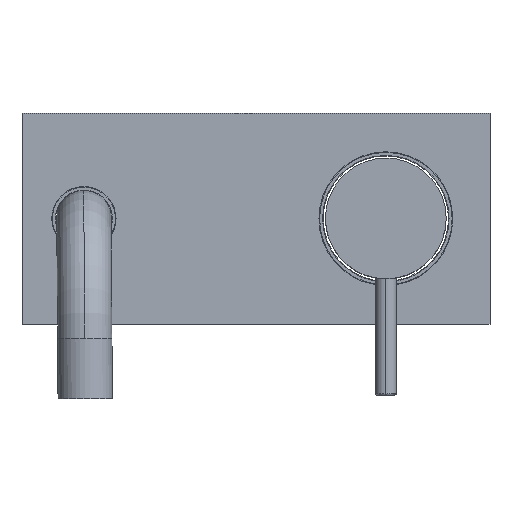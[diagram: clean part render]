
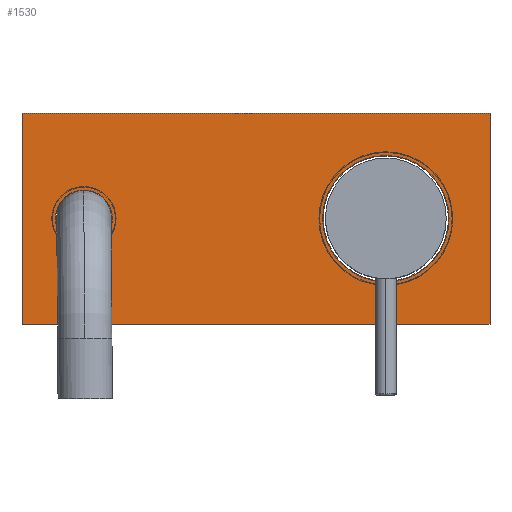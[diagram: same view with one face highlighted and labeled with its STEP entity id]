
A CAD part, top view. The second image highlights one B-rep face of the part: STEP entity #1530.
In plain terms, the highlighted face is planar.
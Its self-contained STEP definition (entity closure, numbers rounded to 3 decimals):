
#15 = CARTESIAN_POINT ( 'NONE',  ( 43., 1.5, 0. ) ) ;
#162 = CARTESIAN_POINT ( 'NONE',  ( 77.5, 1.5, 35. ) ) ;
#313 = ORIENTED_EDGE ( 'NONE', *, *, #10604, .F. ) ;
#778 = CARTESIAN_POINT ( 'NONE',  ( -57., 1.5, -9.25 ) ) ;
#792 = VERTEX_POINT ( 'NONE', #7922 ) ;
#1199 = CARTESIAN_POINT ( 'NONE',  ( 43., 1.5, 0. ) ) ;
#1222 = CIRCLE ( 'NONE', #7995, 20.75 ) ;
#1332 = EDGE_CURVE ( 'NONE', #5020, #5840, #10391, .T. ) ;
#1395 = VECTOR ( 'NONE', #10749, 1000. ) ;
#1530 = ADVANCED_FACE ( 'NONE', ( #7347, #11030, #2735 ), #6431, .T. ) ;
#1666 = VERTEX_POINT ( 'NONE', #2184 ) ;
#1826 = DIRECTION ( 'NONE',  ( 0., 1., 0. ) ) ;
#1983 = EDGE_CURVE ( 'NONE', #4550, #9707, #5167, .T. ) ;
#2082 = AXIS2_PLACEMENT_3D ( 'NONE', #2860, #6551, #10246 ) ;
#2088 = CARTESIAN_POINT ( 'NONE',  ( 77.5, 1.5, 35. ) ) ;
#2170 = CARTESIAN_POINT ( 'NONE',  ( -57., 1.5, 0. ) ) ;
#2182 = DIRECTION ( 'NONE',  ( -1., 0., 0. ) ) ;
#2184 = CARTESIAN_POINT ( 'NONE',  ( 43., 1.5, -20.75 ) ) ;
#2504 = EDGE_CURVE ( 'NONE', #6482, #5020, #11788, .T. ) ;
#2671 = ORIENTED_EDGE ( 'NONE', *, *, #7648, .F. ) ;
#2735 = FACE_OUTER_BOUND ( 'NONE', #11940, .T. ) ;
#2860 = CARTESIAN_POINT ( 'NONE',  ( -57., 1.5, 0. ) ) ;
#3185 = AXIS2_PLACEMENT_3D ( 'NONE', #15, #3709, #7404 ) ;
#3355 = LINE ( 'NONE', #7048, #1395 ) ;
#3496 = CARTESIAN_POINT ( 'NONE',  ( 77.5, 1.5, 35. ) ) ;
#3709 = DIRECTION ( 'NONE',  ( 0., 1., 0. ) ) ;
#4175 = VECTOR ( 'NONE', #2182, 1000. ) ;
#4550 = VERTEX_POINT ( 'NONE', #778 ) ;
#4701 = CARTESIAN_POINT ( 'NONE',  ( 77.5, 1.5, -35. ) ) ;
#4908 = DIRECTION ( 'NONE',  ( 0., 1., 0. ) ) ;
#4962 = VECTOR ( 'NONE', #7197, 1000. ) ;
#5020 = VERTEX_POINT ( 'NONE', #162 ) ;
#5167 = CIRCLE ( 'NONE', #2082, 9.25 ) ;
#5521 = DIRECTION ( 'NONE',  ( 0., 0., 1. ) ) ;
#5780 = DIRECTION ( 'NONE',  ( 0., 0., -1. ) ) ;
#5840 = VERTEX_POINT ( 'NONE', #4701 ) ;
#5869 = DIRECTION ( 'NONE',  ( 0., 1., 0. ) ) ;
#5981 = EDGE_CURVE ( 'NONE', #10966, #6482, #3355, .T. ) ;
#6087 = ORIENTED_EDGE ( 'NONE', *, *, #9356, .T. ) ;
#6431 = PLANE ( 'NONE',  #10429 ) ;
#6482 = VERTEX_POINT ( 'NONE', #9177 ) ;
#6551 = DIRECTION ( 'NONE',  ( 0., 1., 0. ) ) ;
#6590 = ORIENTED_EDGE ( 'NONE', *, *, #2504, .T. ) ;
#6618 = AXIS2_PLACEMENT_3D ( 'NONE', #2170, #5869, #9573 ) ;
#6733 = ORIENTED_EDGE ( 'NONE', *, *, #1332, .T. ) ;
#6785 = LINE ( 'NONE', #10483, #4175 ) ;
#6851 = CIRCLE ( 'NONE', #3185, 20.75 ) ;
#7048 = CARTESIAN_POINT ( 'NONE',  ( -77.5, 1.5, 35. ) ) ;
#7197 = DIRECTION ( 'NONE',  ( 1., 0., 0. ) ) ;
#7347 = FACE_BOUND ( 'NONE', #9458, .T. ) ;
#7404 = DIRECTION ( 'NONE',  ( 0., 0., 1. ) ) ;
#7648 = EDGE_CURVE ( 'NONE', #1666, #792, #6851, .T. ) ;
#7786 = CARTESIAN_POINT ( 'NONE',  ( -77.5, 1.5, -35. ) ) ;
#7922 = CARTESIAN_POINT ( 'NONE',  ( 43., 1.5, 20.75 ) ) ;
#7995 = AXIS2_PLACEMENT_3D ( 'NONE', #1199, #4908, #8603 ) ;
#8603 = DIRECTION ( 'NONE',  ( 0., 0., 1. ) ) ;
#8763 = EDGE_LOOP ( 'NONE', ( #313, #10816 ) ) ;
#9177 = CARTESIAN_POINT ( 'NONE',  ( -77.5, 1.5, 35. ) ) ;
#9319 = ORIENTED_EDGE ( 'NONE', *, *, #11537, .F. ) ;
#9356 = EDGE_CURVE ( 'NONE', #5840, #10966, #6785, .T. ) ;
#9458 = EDGE_LOOP ( 'NONE', ( #9319, #2671 ) ) ;
#9479 = VECTOR ( 'NONE', #5780, 1000. ) ;
#9573 = DIRECTION ( 'NONE',  ( 0., 0., 1. ) ) ;
#9707 = VERTEX_POINT ( 'NONE', #10541 ) ;
#10129 = CARTESIAN_POINT ( 'NONE',  ( 0., 1.5, 0. ) ) ;
#10246 = DIRECTION ( 'NONE',  ( 0., 0., 1. ) ) ;
#10391 = LINE ( 'NONE', #2088, #9479 ) ;
#10429 = AXIS2_PLACEMENT_3D ( 'NONE', #10129, #1826, #5521 ) ;
#10483 = CARTESIAN_POINT ( 'NONE',  ( 77.5, 1.5, -35. ) ) ;
#10541 = CARTESIAN_POINT ( 'NONE',  ( -57., 1.5, 9.25 ) ) ;
#10604 = EDGE_CURVE ( 'NONE', #9707, #4550, #11830, .T. ) ;
#10749 = DIRECTION ( 'NONE',  ( 0., 0., 1. ) ) ;
#10816 = ORIENTED_EDGE ( 'NONE', *, *, #1983, .F. ) ;
#10966 = VERTEX_POINT ( 'NONE', #7786 ) ;
#11030 = FACE_BOUND ( 'NONE', #8763, .T. ) ;
#11537 = EDGE_CURVE ( 'NONE', #792, #1666, #1222, .T. ) ;
#11614 = ORIENTED_EDGE ( 'NONE', *, *, #5981, .T. ) ;
#11788 = LINE ( 'NONE', #3496, #4962 ) ;
#11830 = CIRCLE ( 'NONE', #6618, 9.25 ) ;
#11940 = EDGE_LOOP ( 'NONE', ( #11614, #6590, #6733, #6087 ) ) ;
